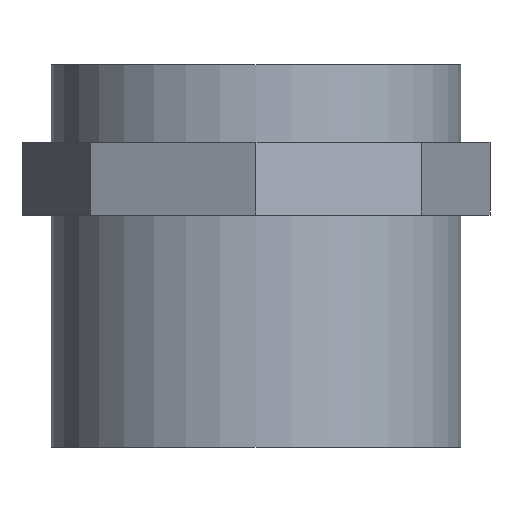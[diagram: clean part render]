
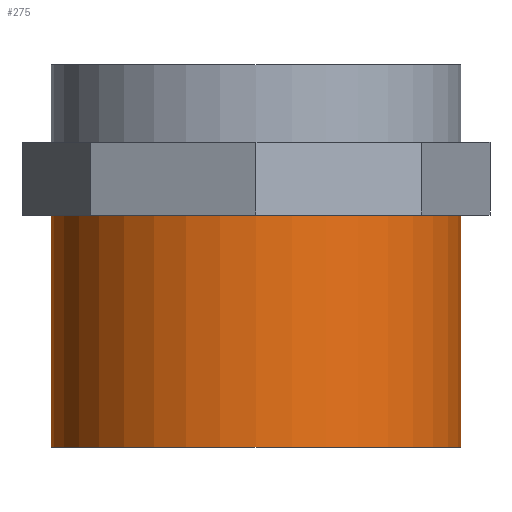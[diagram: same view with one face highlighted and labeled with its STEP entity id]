
A CAD part, front view. The second image highlights one B-rep face of the part: STEP entity #275.
In plain terms, the highlighted cylindrical face has radius 45 mm (diameter 90 mm), a full revolution.
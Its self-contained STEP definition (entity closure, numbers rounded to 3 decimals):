
#17=CYLINDRICAL_SURFACE($,#303,45.);
#27=FACE_BOUND($,#77,.T.);
#28=CIRCLE($,#280,45.);
#35=CIRCLE($,#302,45.);
#51=FACE_OUTER_BOUND($,#76,.T.);
#76=EDGE_LOOP($,(#244));
#77=EDGE_LOOP($,(#245));
#134=VERTEX_POINT($,#398);
#149=VERTEX_POINT($,#451);
#158=EDGE_CURVE($,#134,#134,#28,.T.);
#181=EDGE_CURVE($,#149,#149,#35,.T.);
#244=ORIENTED_EDGE($,*,*,#158,.T.);
#245=ORIENTED_EDGE($,*,*,#181,.T.);
#275=ADVANCED_FACE($,(#51,#27),#17,.T.);
#280=AXIS2_PLACEMENT_3D($,#399,#316,#317);
#302=AXIS2_PLACEMENT_3D($,#452,#376,#377);
#303=AXIS2_PLACEMENT_3D($,#453,#378,#379);
#316=DIRECTION('center_axis',(0.,0.,-1.));
#317=DIRECTION('ref_axis',(0.,-1.,0.));
#376=DIRECTION('center_axis',(0.,0.,1.));
#377=DIRECTION('ref_axis',(0.,-1.,0.));
#378=DIRECTION('center_axis',(0.,0.,1.));
#379=DIRECTION('ref_axis',(0.,-1.,0.));
#398=CARTESIAN_POINT('',(0.,45.,51.));
#399=CARTESIAN_POINT('Origin',(0.,0.,51.));
#451=CARTESIAN_POINT('',(0.,-45.,0.));
#452=CARTESIAN_POINT('Origin',(0.,0.,0.));
#453=CARTESIAN_POINT('Origin',(0.,0.,42.));
